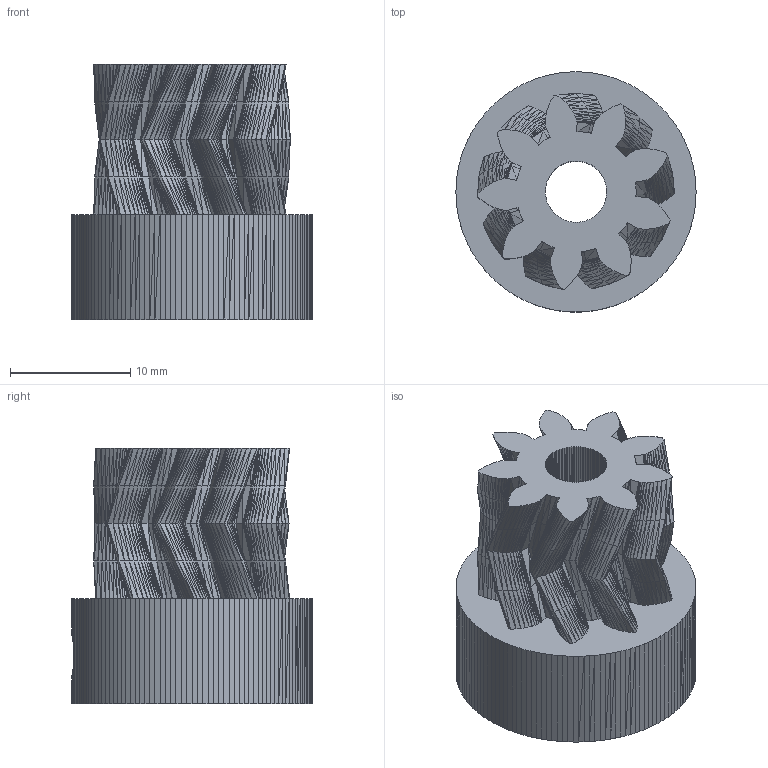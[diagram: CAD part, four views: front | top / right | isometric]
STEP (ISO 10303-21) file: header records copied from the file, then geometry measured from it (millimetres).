
FILE_DESCRIPTION(('FreeCAD Model'),'2;1');
FILE_NAME('smallherringbone.step', '2016-11-11T10:12:38',('Author'),(''), 'Open CASCADE STEP processor 6.8','FreeCAD','Unknown');
FILE_SCHEMA(('AUTOMOTIVE_DESIGN_CC2 { 1 2 10303 214 -1 1 5 4 }'));
Length unit declared in the file: millimetre
Products named in the file (2): ASSEMBLY; herringbone_small_gear_1_1_highres002
Assembly tree (1 placements, depth 2):
  ASSEMBLY
    herringbone_small_gear_1_1_highres002
Bounding box: 20 x 20 x 21.25 mm (x, y, z)
Surface area: 2669.6 mm2 (no closed solid volume)
Topology: 0 solids, 1 shells, 2720 faces, 4744 edges, 2026 vertices
Faces by surface type: plane 2720
Entity records: 116748 total; most frequent: CARTESIAN_POINT 22983, DIRECTION 15673, LINE 10229, VECTOR 10229, ORIENTED_EDGE 9488, PCURVE 9488, DEFINITIONAL_REPRESENTATION 9488, EDGE_CURVE 4744
